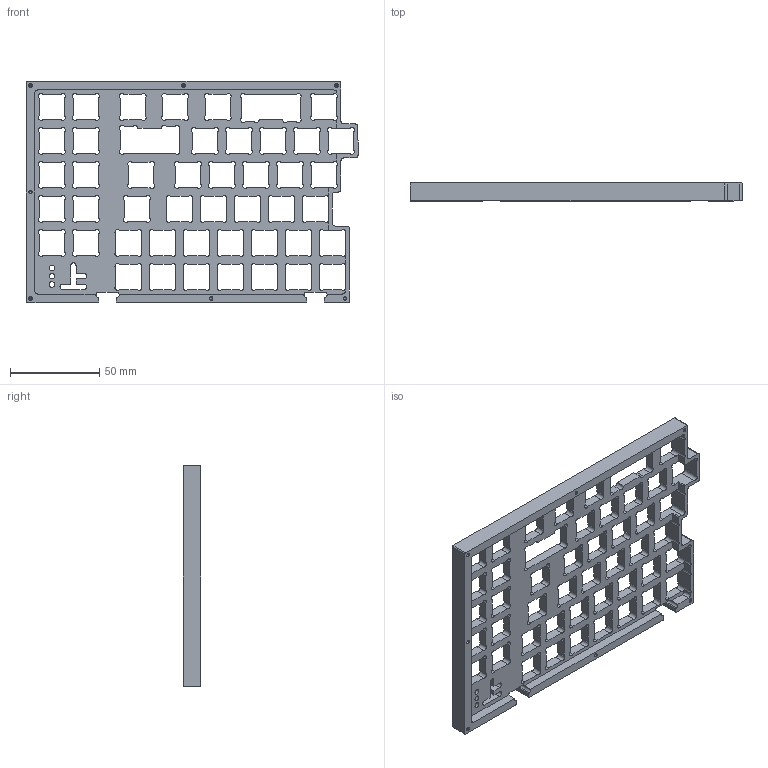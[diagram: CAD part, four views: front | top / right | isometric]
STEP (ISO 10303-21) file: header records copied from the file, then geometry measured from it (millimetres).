
FILE_DESCRIPTION (( 'STEP AP214' ), '1' );
FILE_NAME ('EnclosedPlate-Left.STEP', '2022-06-08T03:24:00', ( '' ), ( '' ), 'SwSTEP 2.0', 'SolidWorks 2022', '' );
FILE_SCHEMA (( 'AUTOMOTIVE_DESIGN' ));
Length unit declared in the file: millimetre
Products named in the file (1): EnclosedPlate-Left
Bounding box: 185.97 x 10 x 124.3 mm (x, y, z)
Volume: 71319.9 mm3; surface area: 47622.3 mm2
Topology: 1 solids, 1 shells, 609 faces, 1811 edges, 1191 vertices
Faces by surface type: cylinder 345, plane 236, cone 28
Entity records: 20951 total; most frequent: DIRECTION 3733, CARTESIAN_POINT 3598, ORIENTED_EDGE 3594, EDGE_CURVE 1797, AXIS2_PLACEMENT_3D 1326, VERTEX_POINT 1191, LINE 1081, VECTOR 1081
